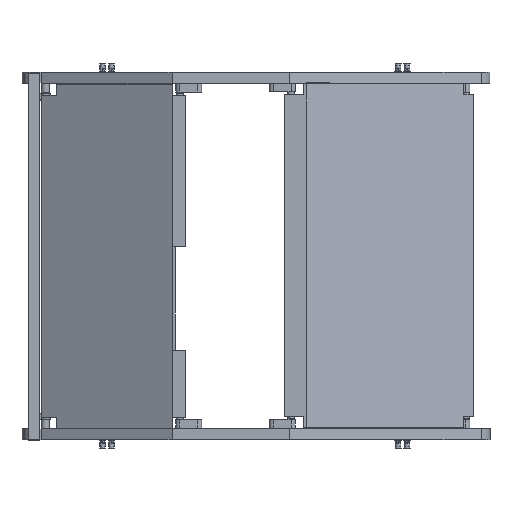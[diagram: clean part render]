
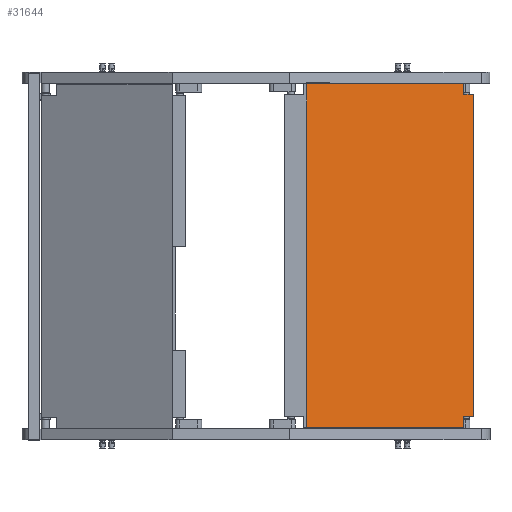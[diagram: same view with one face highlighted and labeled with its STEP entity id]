
A CAD part, top view. The second image highlights one B-rep face of the part: STEP entity #31644.
In plain terms, the highlighted planar face has unit normal (0.533, 0, 0.846).
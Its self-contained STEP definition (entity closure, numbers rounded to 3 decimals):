
#4914=FACE_OUTER_BOUND('',#6712,.T.);
#6712=EDGE_LOOP('',(#23661,#23662,#23663,#23664,#23665,#23666,#23667,#23668));
#8762=LINE('',#57506,#10806);
#8766=LINE('',#57514,#10810);
#8779=LINE('',#57539,#10823);
#8790=LINE('',#57563,#10834);
#8796=LINE('',#57577,#10840);
#8797=LINE('',#57580,#10841);
#8805=LINE('',#57597,#10849);
#8806=LINE('',#57599,#10850);
#10806=VECTOR('',#39285,10.);
#10810=VECTOR('',#39291,10.);
#10823=VECTOR('',#39308,10.);
#10834=VECTOR('',#39329,10.);
#10840=VECTOR('',#39343,10.);
#10841=VECTOR('',#39346,10.);
#10849=VECTOR('',#39368,10.);
#10850=VECTOR('',#39371,10.);
#13284=VERTEX_POINT('',#57502);
#13286=VERTEX_POINT('',#57505);
#13289=VERTEX_POINT('',#57513);
#13299=VERTEX_POINT('',#57537);
#13307=VERTEX_POINT('',#57561);
#13310=VERTEX_POINT('',#57573);
#13311=VERTEX_POINT('',#57575);
#13312=VERTEX_POINT('',#57579);
#17099=EDGE_CURVE('',#13286,#13284,#8762,.T.);
#17103=EDGE_CURVE('',#13289,#13286,#8766,.T.);
#17116=EDGE_CURVE('',#13299,#13284,#8779,.T.);
#17128=EDGE_CURVE('',#13307,#13299,#8790,.T.);
#17135=EDGE_CURVE('',#13310,#13311,#8796,.T.);
#17136=EDGE_CURVE('',#13311,#13312,#8797,.T.);
#17145=EDGE_CURVE('',#13307,#13310,#8805,.T.);
#17146=EDGE_CURVE('',#13312,#13289,#8806,.T.);
#23661=ORIENTED_EDGE('',*,*,#17099,.T.);
#23662=ORIENTED_EDGE('',*,*,#17116,.F.);
#23663=ORIENTED_EDGE('',*,*,#17128,.F.);
#23664=ORIENTED_EDGE('',*,*,#17145,.T.);
#23665=ORIENTED_EDGE('',*,*,#17135,.T.);
#23666=ORIENTED_EDGE('',*,*,#17136,.T.);
#23667=ORIENTED_EDGE('',*,*,#17146,.T.);
#23668=ORIENTED_EDGE('',*,*,#17103,.T.);
#30613=PLANE('',#33953);
#31644=ADVANCED_FACE('',(#4914),#30613,.T.);
#33953=AXIS2_PLACEMENT_3D('',#57600,#39372,#39373);
#39285=DIRECTION('',(0.,1.,0.));
#39291=DIRECTION('',(-0.846,0.,0.533));
#39308=DIRECTION('',(0.846,0.,-0.533));
#39329=DIRECTION('',(0.,1.,0.));
#39343=DIRECTION('',(0.,1.,0.));
#39346=DIRECTION('',(0.846,0.,-0.533));
#39368=DIRECTION('',(0.846,0.,-0.533));
#39371=DIRECTION('',(0.,1.,0.));
#39372=DIRECTION('center_axis',(0.533,0.,0.846));
#39373=DIRECTION('ref_axis',(0.846,0.,-0.533));
#57502=CARTESIAN_POINT('',(110.5,307.7,-58.057));
#57505=CARTESIAN_POINT('',(110.5,297.7,-58.057));
#57506=CARTESIAN_POINT('',(110.5,153.85,-58.057));
#57513=CARTESIAN_POINT('',(118.962,297.7,-63.386));
#57514=CARTESIAN_POINT('',(7.565,297.7,6.765));
#57537=CARTESIAN_POINT('',(-29.742,307.7,30.258));
#57539=CARTESIAN_POINT('',(-29.742,307.7,30.258));
#57561=CARTESIAN_POINT('',(-29.742,0.,30.258));
#57563=CARTESIAN_POINT('',(-29.742,0.,30.258));
#57573=CARTESIAN_POINT('',(110.5,0.,-58.057));
#57575=CARTESIAN_POINT('',(110.5,10.,-58.057));
#57577=CARTESIAN_POINT('',(110.5,0.,-58.057));
#57579=CARTESIAN_POINT('',(118.962,10.,-63.386));
#57580=CARTESIAN_POINT('',(7.565,10.,6.765));
#57597=CARTESIAN_POINT('',(-29.742,0.,30.258));
#57599=CARTESIAN_POINT('',(118.962,0.,-63.386));
#57600=CARTESIAN_POINT('Origin',(-29.742,0.,30.258));
